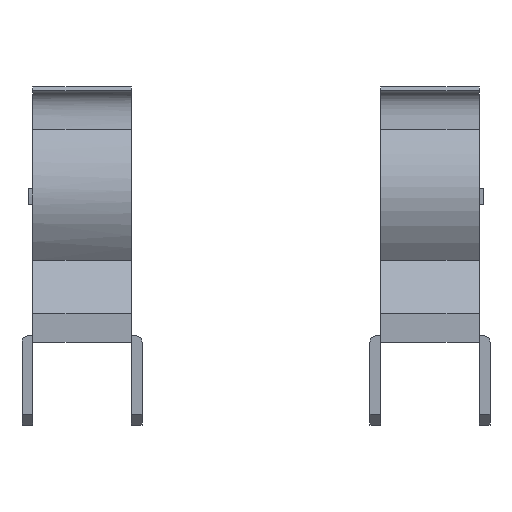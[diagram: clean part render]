
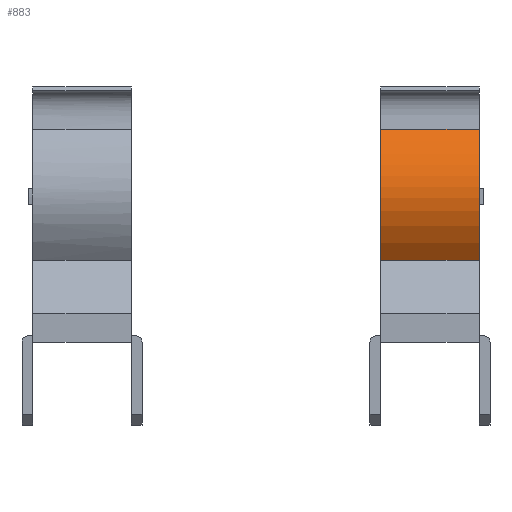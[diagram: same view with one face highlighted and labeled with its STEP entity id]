
A CAD part, left-side view. The second image highlights one B-rep face of the part: STEP entity #883.
In plain terms, the highlighted free-form (B-spline) face has degree [5, 1] with [15, 2] control points.
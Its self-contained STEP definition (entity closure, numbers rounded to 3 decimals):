
#53=(
BOUNDED_CURVE()
B_SPLINE_CURVE(5,(#1767,#1768,#1769,#1770,#1771,#1772,#1773,#1774,#1775,
#1776,#1777,#1778,#1779,#1780,#1781),.UNSPECIFIED.,.F.,.F.)
B_SPLINE_CURVE_WITH_KNOTS((6,1,1,1,1,1,1,1,1,1,6),(0.,0.1,0.2,0.3,0.4,0.5,
0.6,0.7,0.8,0.9,1.),.UNSPECIFIED.)
CURVE()
GEOMETRIC_REPRESENTATION_ITEM()
RATIONAL_B_SPLINE_CURVE((1.,1.,1.,1.,1.,1.,1.,1.,1.,1.,1.,1.,1.,1.,1.))
REPRESENTATION_ITEM('')
);
#54=(
BOUNDED_CURVE()
B_SPLINE_CURVE(5,(#1783,#1784,#1785,#1786,#1787,#1788,#1789,#1790,#1791,
#1792,#1793,#1794,#1795,#1796,#1797),.UNSPECIFIED.,.F.,.F.)
B_SPLINE_CURVE_WITH_KNOTS((6,1,1,1,1,1,1,1,1,1,6),(0.,0.1,0.2,0.3,0.4,0.5,
0.6,0.7,0.8,0.9,1.),.UNSPECIFIED.)
CURVE()
GEOMETRIC_REPRESENTATION_ITEM()
RATIONAL_B_SPLINE_CURVE((1.,1.,1.,1.,1.,1.,1.,1.,1.,1.,1.,1.,1.,1.,1.))
REPRESENTATION_ITEM('')
);
#63=(
BOUNDED_SURFACE()
B_SPLINE_SURFACE(5,1,((#1736,#1737),(#1738,#1739),(#1740,#1741),(#1742,
#1743),(#1744,#1745),(#1746,#1747),(#1748,#1749),(#1750,#1751),(#1752,#1753),
(#1754,#1755),(#1756,#1757),(#1758,#1759),(#1760,#1761),(#1762,#1763),(#1764,
#1765)),.UNSPECIFIED.,.F.,.F.,.F.)
B_SPLINE_SURFACE_WITH_KNOTS((6,1,1,1,1,1,1,1,1,1,6),(2,2),(0.,0.1,0.2,0.3,
0.4,0.5,0.6,0.7,0.8,0.9,1.),(0.,0.45),.UNSPECIFIED.)
GEOMETRIC_REPRESENTATION_ITEM()
RATIONAL_B_SPLINE_SURFACE(((1.,1.),(1.,1.),(1.,1.),(1.,1.),(1.,1.),(1.,
1.),(1.,1.),(1.,1.),(1.,1.),(1.,1.),(1.,1.),(1.,1.),(1.,1.),(1.,1.),(1.,
1.)))
REPRESENTATION_ITEM('')
SURFACE()
);
#86=FACE_OUTER_BOUND('',#133,.T.);
#133=EDGE_LOOP('',(#673,#674,#675,#676));
#203=LINE('',#1735,#305);
#204=LINE('',#1798,#306);
#305=VECTOR('',#1045,10.);
#306=VECTOR('',#1046,10.);
#405=VERTEX_POINT('',#1703);
#406=VERTEX_POINT('',#1719);
#407=VERTEX_POINT('',#1766);
#408=VERTEX_POINT('',#1782);
#508=EDGE_CURVE('',#405,#406,#203,.T.);
#509=EDGE_CURVE('',#407,#405,#53,.T.);
#510=EDGE_CURVE('',#408,#406,#54,.T.);
#511=EDGE_CURVE('',#407,#408,#204,.T.);
#673=ORIENTED_EDGE('',*,*,#509,.T.);
#674=ORIENTED_EDGE('',*,*,#508,.T.);
#675=ORIENTED_EDGE('',*,*,#510,.F.);
#676=ORIENTED_EDGE('',*,*,#511,.F.);
#883=ADVANCED_FACE('',(#86),#63,.T.);
#1045=DIRECTION('',(0.,1.,0.));
#1046=DIRECTION('',(0.,1.,0.));
#1703=CARTESIAN_POINT('',(1.721,0.,9.757));
#1719=CARTESIAN_POINT('',(1.721,4.5,9.757));
#1735=CARTESIAN_POINT('',(1.721,0.,9.757));
#1736=CARTESIAN_POINT('Ctrl Pts',(1.721,0.,3.757));
#1737=CARTESIAN_POINT('Ctrl Pts',(1.721,4.5,3.757));
#1738=CARTESIAN_POINT('Ctrl Pts',(1.628,0.,3.877));
#1739=CARTESIAN_POINT('Ctrl Pts',(1.628,4.5,3.877));
#1740=CARTESIAN_POINT('Ctrl Pts',(1.451,0.,4.117));
#1741=CARTESIAN_POINT('Ctrl Pts',(1.451,4.5,4.117));
#1742=CARTESIAN_POINT('Ctrl Pts',(1.21,0.,4.477));
#1743=CARTESIAN_POINT('Ctrl Pts',(1.21,4.5,4.477));
#1744=CARTESIAN_POINT('Ctrl Pts',(0.937,0.,4.957));
#1745=CARTESIAN_POINT('Ctrl Pts',(0.937,4.5,4.957));
#1746=CARTESIAN_POINT('Ctrl Pts',(0.684,0.,5.557));
#1747=CARTESIAN_POINT('Ctrl Pts',(0.684,4.5,5.557));
#1748=CARTESIAN_POINT('Ctrl Pts',(0.527,0.,6.157));
#1749=CARTESIAN_POINT('Ctrl Pts',(0.527,4.5,6.157));
#1750=CARTESIAN_POINT('Ctrl Pts',(0.473,0.,6.757));
#1751=CARTESIAN_POINT('Ctrl Pts',(0.473,4.5,6.757));
#1752=CARTESIAN_POINT('Ctrl Pts',(0.527,0.,7.357));
#1753=CARTESIAN_POINT('Ctrl Pts',(0.527,4.5,7.357));
#1754=CARTESIAN_POINT('Ctrl Pts',(0.684,0.,7.957));
#1755=CARTESIAN_POINT('Ctrl Pts',(0.684,4.5,7.957));
#1756=CARTESIAN_POINT('Ctrl Pts',(0.937,0.,8.557));
#1757=CARTESIAN_POINT('Ctrl Pts',(0.937,4.5,8.557));
#1758=CARTESIAN_POINT('Ctrl Pts',(1.21,0.,9.037));
#1759=CARTESIAN_POINT('Ctrl Pts',(1.21,4.5,9.037));
#1760=CARTESIAN_POINT('Ctrl Pts',(1.451,0.,9.397));
#1761=CARTESIAN_POINT('Ctrl Pts',(1.451,4.5,9.397));
#1762=CARTESIAN_POINT('Ctrl Pts',(1.628,0.,9.637));
#1763=CARTESIAN_POINT('Ctrl Pts',(1.628,4.5,9.637));
#1764=CARTESIAN_POINT('Ctrl Pts',(1.721,0.,9.757));
#1765=CARTESIAN_POINT('Ctrl Pts',(1.721,4.5,9.757));
#1766=CARTESIAN_POINT('',(1.721,0.,3.757));
#1767=CARTESIAN_POINT('Ctrl Pts',(1.721,0.,3.757));
#1768=CARTESIAN_POINT('Ctrl Pts',(1.628,0.,3.877));
#1769=CARTESIAN_POINT('Ctrl Pts',(1.451,0.,4.117));
#1770=CARTESIAN_POINT('Ctrl Pts',(1.21,0.,4.477));
#1771=CARTESIAN_POINT('Ctrl Pts',(0.937,0.,4.957));
#1772=CARTESIAN_POINT('Ctrl Pts',(0.684,0.,5.557));
#1773=CARTESIAN_POINT('Ctrl Pts',(0.527,0.,6.157));
#1774=CARTESIAN_POINT('Ctrl Pts',(0.473,0.,6.757));
#1775=CARTESIAN_POINT('Ctrl Pts',(0.527,0.,7.357));
#1776=CARTESIAN_POINT('Ctrl Pts',(0.684,0.,7.957));
#1777=CARTESIAN_POINT('Ctrl Pts',(0.937,0.,8.557));
#1778=CARTESIAN_POINT('Ctrl Pts',(1.21,0.,9.037));
#1779=CARTESIAN_POINT('Ctrl Pts',(1.451,0.,9.397));
#1780=CARTESIAN_POINT('Ctrl Pts',(1.628,0.,9.637));
#1781=CARTESIAN_POINT('Ctrl Pts',(1.721,0.,9.757));
#1782=CARTESIAN_POINT('',(1.721,4.5,3.757));
#1783=CARTESIAN_POINT('Ctrl Pts',(1.721,4.5,3.757));
#1784=CARTESIAN_POINT('Ctrl Pts',(1.628,4.5,3.877));
#1785=CARTESIAN_POINT('Ctrl Pts',(1.451,4.5,4.117));
#1786=CARTESIAN_POINT('Ctrl Pts',(1.21,4.5,4.477));
#1787=CARTESIAN_POINT('Ctrl Pts',(0.937,4.5,4.957));
#1788=CARTESIAN_POINT('Ctrl Pts',(0.684,4.5,5.557));
#1789=CARTESIAN_POINT('Ctrl Pts',(0.527,4.5,6.157));
#1790=CARTESIAN_POINT('Ctrl Pts',(0.473,4.5,6.757));
#1791=CARTESIAN_POINT('Ctrl Pts',(0.527,4.5,7.357));
#1792=CARTESIAN_POINT('Ctrl Pts',(0.684,4.5,7.957));
#1793=CARTESIAN_POINT('Ctrl Pts',(0.937,4.5,8.557));
#1794=CARTESIAN_POINT('Ctrl Pts',(1.21,4.5,9.037));
#1795=CARTESIAN_POINT('Ctrl Pts',(1.451,4.5,9.397));
#1796=CARTESIAN_POINT('Ctrl Pts',(1.628,4.5,9.637));
#1797=CARTESIAN_POINT('Ctrl Pts',(1.721,4.5,9.757));
#1798=CARTESIAN_POINT('',(1.721,0.,3.757));
